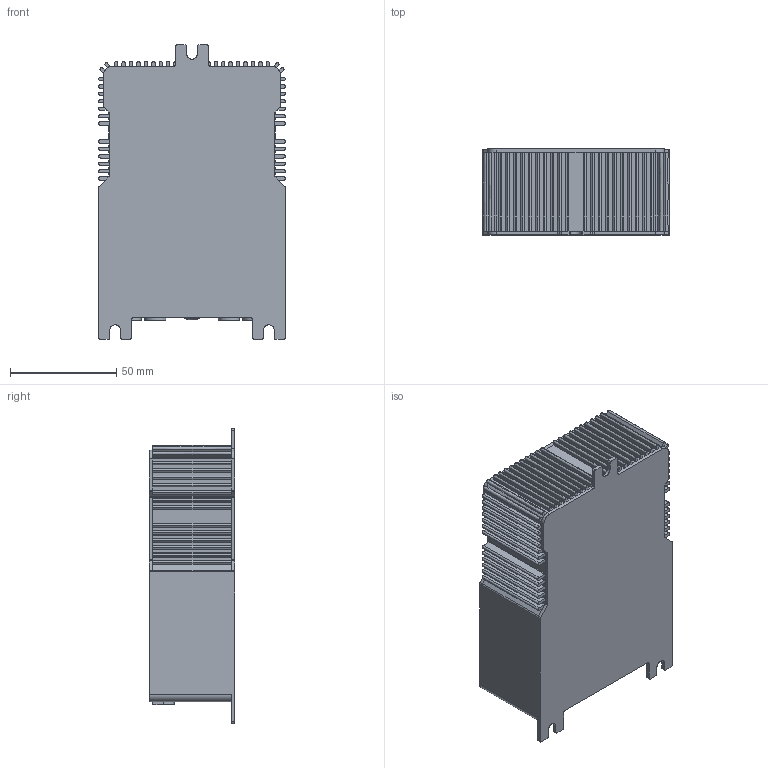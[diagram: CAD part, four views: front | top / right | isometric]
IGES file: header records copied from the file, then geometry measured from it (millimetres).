
Start section: SolidWorks IGES file using analytic representation for surfaces
Global section: file name: PS13U90T.IGS; native system: SolidWorks 2014; preprocessor: SolidWorks 2014; author: SESA281317; date: 140731.184944; units: inch
Bounding box: 87.88 x 40.34 x 138.68 mm (x, y, z)
Surface area: 48553.3 mm2 (no closed solid volume)
Topology: 0 solids, 0 shells, 607 faces, 5086 edges, 5086 vertices
Faces by surface type: bspline 394, revolution 213
